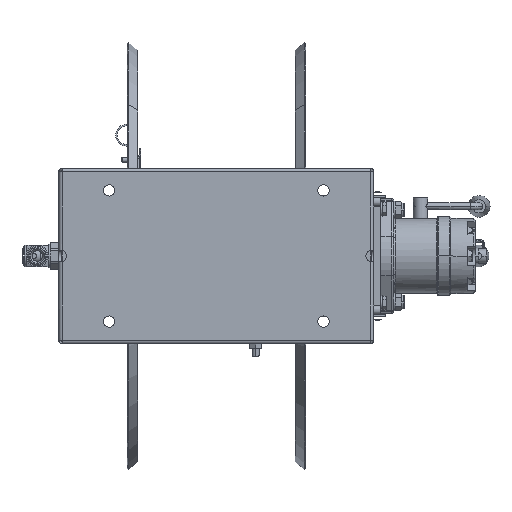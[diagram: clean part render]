
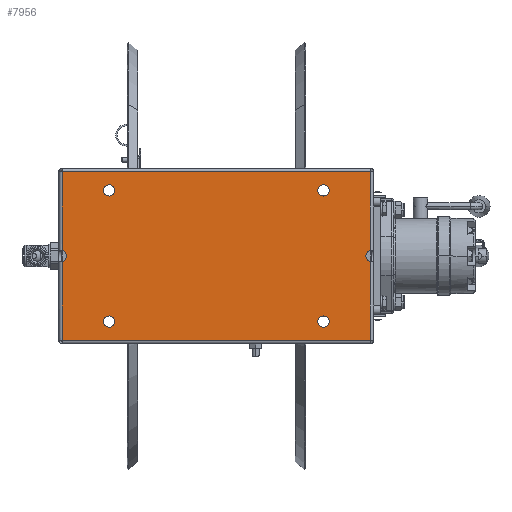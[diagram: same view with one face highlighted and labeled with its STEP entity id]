
A CAD part, front view. The second image highlights one B-rep face of the part: STEP entity #7956.
In plain terms, the highlighted planar face has unit normal (0, -1, 0).
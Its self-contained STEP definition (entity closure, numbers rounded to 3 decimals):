
#5707=DIRECTION('',(0.,0.,1.));
#5708=VECTOR('',#5707,90.067);
#5709=CARTESIAN_POINT('',(176.,-293.3,6.332));
#5710=LINE('',#5709,#5708);
#5739=DIRECTION('',(0.,0.,1.));
#5740=VECTOR('',#5739,90.067);
#5741=CARTESIAN_POINT('',(176.,-293.3,-96.399));
#5742=LINE('',#5741,#5740);
#5783=CARTESIAN_POINT('',(177.469,-293.3,0.));
#5784=DIRECTION('',(0.,1.,0.));
#5785=DIRECTION('',(-0.226,0.,-0.974));
#5786=AXIS2_PLACEMENT_3D('',#5783,#5784,#5785);
#5788=CARTESIAN_POINT('',(-177.469,-293.3,0.));
#5789=DIRECTION('',(0.,1.,0.));
#5790=DIRECTION('',(0.226,0.,0.974));
#5791=AXIS2_PLACEMENT_3D('',#5788,#5789,#5790);
#5793=CARTESIAN_POINT('',(-122.5,-293.3,75.));
#5794=DIRECTION('',(0.,-1.,0.));
#5795=DIRECTION('',(-1.,0.,0.));
#5796=AXIS2_PLACEMENT_3D('',#5793,#5794,#5795);
#5798=CARTESIAN_POINT('',(-122.5,-293.3,75.));
#5799=DIRECTION('',(0.,-1.,0.));
#5800=DIRECTION('',(1.,0.,0.));
#5801=AXIS2_PLACEMENT_3D('',#5798,#5799,#5800);
#5803=CARTESIAN_POINT('',(122.5,-293.3,75.));
#5804=DIRECTION('',(0.,-1.,0.));
#5805=DIRECTION('',(-1.,0.,0.));
#5806=AXIS2_PLACEMENT_3D('',#5803,#5804,#5805);
#5808=CARTESIAN_POINT('',(122.5,-293.3,75.));
#5809=DIRECTION('',(0.,-1.,0.));
#5810=DIRECTION('',(1.,0.,0.));
#5811=AXIS2_PLACEMENT_3D('',#5808,#5809,#5810);
#5813=CARTESIAN_POINT('',(122.5,-293.3,-75.));
#5814=DIRECTION('',(0.,-1.,0.));
#5815=DIRECTION('',(-1.,0.,0.));
#5816=AXIS2_PLACEMENT_3D('',#5813,#5814,#5815);
#5818=CARTESIAN_POINT('',(122.5,-293.3,-75.));
#5819=DIRECTION('',(0.,-1.,0.));
#5820=DIRECTION('',(1.,0.,0.));
#5821=AXIS2_PLACEMENT_3D('',#5818,#5819,#5820);
#5823=CARTESIAN_POINT('',(-122.5,-293.3,-75.));
#5824=DIRECTION('',(0.,-1.,0.));
#5825=DIRECTION('',(-1.,0.,0.));
#5826=AXIS2_PLACEMENT_3D('',#5823,#5824,#5825);
#5828=CARTESIAN_POINT('',(-122.5,-293.3,-75.));
#5829=DIRECTION('',(0.,-1.,0.));
#5830=DIRECTION('',(1.,0.,0.));
#5831=AXIS2_PLACEMENT_3D('',#5828,#5829,#5830);
#5840=DIRECTION('',(-1.,0.,0.));
#5841=VECTOR('',#5840,352.);
#5842=CARTESIAN_POINT('',(176.,-293.3,-96.399));
#5843=LINE('',#5842,#5841);
#5991=DIRECTION('',(0.,0.,1.));
#5992=VECTOR('',#5991,90.067);
#5993=CARTESIAN_POINT('',(-176.,-293.3,6.332));
#5994=LINE('',#5993,#5992);
#6005=DIRECTION('',(0.,0.,1.));
#6006=VECTOR('',#6005,90.067);
#6007=CARTESIAN_POINT('',(-176.,-293.3,-96.399));
#6008=LINE('',#6007,#6006);
#6630=DIRECTION('',(-1.,0.,0.));
#6631=VECTOR('',#6630,352.);
#6632=CARTESIAN_POINT('',(176.,-293.3,96.399));
#6633=LINE('',#6632,#6631);
#7215=CARTESIAN_POINT('',(-176.,-293.3,96.399));
#7217=VERTEX_POINT('',#7215);
#7220=CARTESIAN_POINT('',(-176.,-293.3,-96.399));
#7222=VERTEX_POINT('',#7220);
#7227=CARTESIAN_POINT('',(176.,-293.3,96.399));
#7229=VERTEX_POINT('',#7227);
#7245=CARTESIAN_POINT('',(176.,-293.3,-96.399));
#7247=VERTEX_POINT('',#7245);
#7312=CARTESIAN_POINT('',(176.,-293.3,-6.332));
#7313=CARTESIAN_POINT('',(176.,-293.3,6.332));
#7314=VERTEX_POINT('',#7312);
#7315=VERTEX_POINT('',#7313);
#7316=CARTESIAN_POINT('',(-176.,-293.3,6.332));
#7317=CARTESIAN_POINT('',(-176.,-293.3,-6.332));
#7318=VERTEX_POINT('',#7316);
#7319=VERTEX_POINT('',#7317);
#7344=CARTESIAN_POINT('',(-129.,-293.3,75.));
#7345=CARTESIAN_POINT('',(-116.,-293.3,75.));
#7346=VERTEX_POINT('',#7344);
#7347=VERTEX_POINT('',#7345);
#7348=CARTESIAN_POINT('',(116.,-293.3,75.));
#7349=CARTESIAN_POINT('',(129.,-293.3,75.));
#7350=VERTEX_POINT('',#7348);
#7351=VERTEX_POINT('',#7349);
#7352=CARTESIAN_POINT('',(116.,-293.3,-75.));
#7353=CARTESIAN_POINT('',(129.,-293.3,-75.));
#7354=VERTEX_POINT('',#7352);
#7355=VERTEX_POINT('',#7353);
#7356=CARTESIAN_POINT('',(-129.,-293.3,-75.));
#7357=CARTESIAN_POINT('',(-116.,-293.3,-75.));
#7358=VERTEX_POINT('',#7356);
#7359=VERTEX_POINT('',#7357);
#7912=CARTESIAN_POINT('',(180.,-293.3,-101.));
#7913=DIRECTION('',(0.,-1.,0.));
#7914=DIRECTION('',(0.,0.,1.));
#7915=AXIS2_PLACEMENT_3D('',#7912,#7913,#7914);
#7916=PLANE('',#7915);
#7917=ORIENTED_EDGE('',*,*,#7890,.F.);
#7918=ORIENTED_EDGE('',*,*,#7766,.F.);
#7920=ORIENTED_EDGE('',*,*,#7919,.T.);
#7922=ORIENTED_EDGE('',*,*,#7921,.T.);
#7924=ORIENTED_EDGE('',*,*,#7923,.F.);
#7926=ORIENTED_EDGE('',*,*,#7925,.T.);
#7928=ORIENTED_EDGE('',*,*,#7927,.F.);
#7929=ORIENTED_EDGE('',*,*,#7737,.F.);
#7930=EDGE_LOOP('',(#7917,#7918,#7920,#7922,#7924,#7926,#7928,#7929));
#7931=FACE_OUTER_BOUND('',#7930,.F.);
#7933=ORIENTED_EDGE('',*,*,#7932,.T.);
#7935=ORIENTED_EDGE('',*,*,#7934,.T.);
#7936=EDGE_LOOP('',(#7933,#7935));
#7937=FACE_BOUND('',#7936,.F.);
#7939=ORIENTED_EDGE('',*,*,#7938,.T.);
#7941=ORIENTED_EDGE('',*,*,#7940,.T.);
#7942=EDGE_LOOP('',(#7939,#7941));
#7943=FACE_BOUND('',#7942,.F.);
#7945=ORIENTED_EDGE('',*,*,#7944,.T.);
#7947=ORIENTED_EDGE('',*,*,#7946,.T.);
#7948=EDGE_LOOP('',(#7945,#7947));
#7949=FACE_BOUND('',#7948,.F.);
#7951=ORIENTED_EDGE('',*,*,#7950,.T.);
#7953=ORIENTED_EDGE('',*,*,#7952,.T.);
#7954=EDGE_LOOP('',(#7951,#7953));
#7955=FACE_BOUND('',#7954,.F.);
#7956=ADVANCED_FACE('',(#7931,#7937,#7943,#7949,#7955),#7916,.T.);
#5787=CIRCLE('',#5786,6.5);
#5792=CIRCLE('',#5791,6.5);
#5797=CIRCLE('',#5796,6.5);
#5802=CIRCLE('',#5801,6.5);
#5807=CIRCLE('',#5806,6.5);
#5812=CIRCLE('',#5811,6.5);
#5817=CIRCLE('',#5816,6.5);
#5822=CIRCLE('',#5821,6.5);
#5827=CIRCLE('',#5826,6.5);
#5832=CIRCLE('',#5831,6.5);
#7737=EDGE_CURVE('',#7315,#7229,#5710,.T.);
#7766=EDGE_CURVE('',#7247,#7314,#5742,.T.);
#7890=EDGE_CURVE('',#7314,#7315,#5787,.T.);
#7919=EDGE_CURVE('',#7247,#7222,#5843,.T.);
#7921=EDGE_CURVE('',#7222,#7319,#6008,.T.);
#7923=EDGE_CURVE('',#7318,#7319,#5792,.T.);
#7925=EDGE_CURVE('',#7318,#7217,#5994,.T.);
#7927=EDGE_CURVE('',#7229,#7217,#6633,.T.);
#7932=EDGE_CURVE('',#7346,#7347,#5797,.T.);
#7934=EDGE_CURVE('',#7347,#7346,#5802,.T.);
#7938=EDGE_CURVE('',#7350,#7351,#5807,.T.);
#7940=EDGE_CURVE('',#7351,#7350,#5812,.T.);
#7944=EDGE_CURVE('',#7354,#7355,#5817,.T.);
#7946=EDGE_CURVE('',#7355,#7354,#5822,.T.);
#7950=EDGE_CURVE('',#7358,#7359,#5827,.T.);
#7952=EDGE_CURVE('',#7359,#7358,#5832,.T.);
